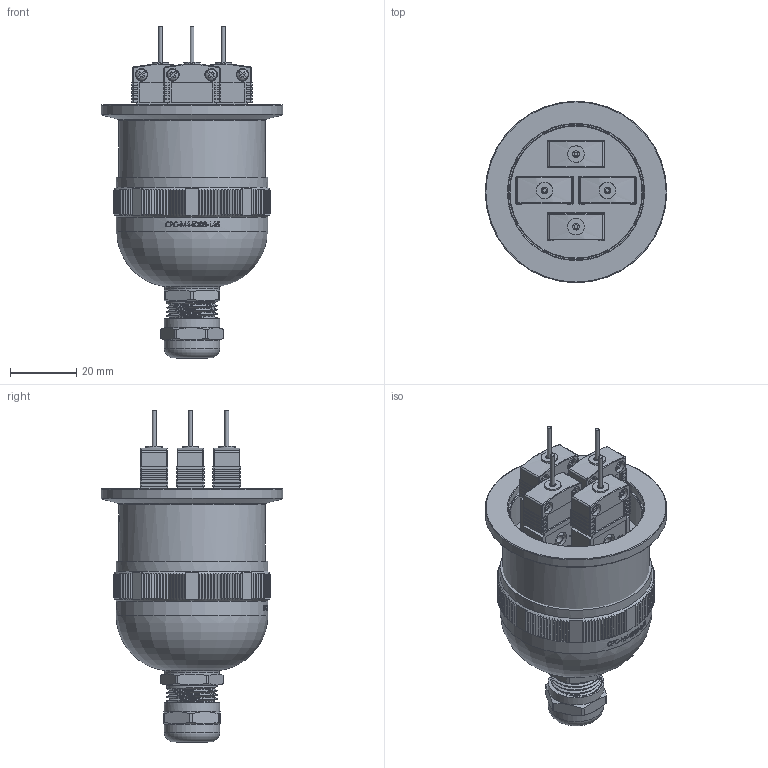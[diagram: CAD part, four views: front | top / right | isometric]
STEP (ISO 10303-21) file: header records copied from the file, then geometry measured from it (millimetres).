
FILE_DESCRIPTION (( 'STEP AP214' ), '1' );
FILE_NAME ('外发模型(带插头+插头)-T-KF40-0808K.STEP', '2024-08-19T02:22:10', ( '' ), ( '' ), 'SwSTEP 2.0', 'SolidWorks 2020', '' );
FILE_SCHEMA (( 'AUTOMOTIVE_DESIGN' ));
Length unit declared in the file: millimetre
Products named in the file (13): SRG-T-KF40-0808K; 俋楷耀倰-T-KF40-0808K-D30L282-A1; 囀郋躇猾杶 4-8; 囀郋彶踡蛈 4-8; 俋楷耀倰-埴堵脣え-D20L282-KP+; 俋楷耀倰-FL-T-KF40-0808K-D30L282-A1; SMPW-K-F; 誘盄芠蹟簽-LT8-PG9; 誘盄芠-CPC-M44D08-L45; 俋楷耀倰-埴堵脣え-D30L282-KN-; 誘盄芠俋褲-CPC-M44D08-L45; 誘盄芠囀郋-FTL8-M12NX; 外发模型(带插头+插头)-T-KF40-0808K
Assembly tree (25 placements, depth 4):
  外发模型(带插头+插头)-T-KF40-0808K
    俋楷耀倰-T-KF40-0808K-D30L282-A1
      俋楷耀倰-FL-T-KF40-0808K-D30L282-A1
      俋楷耀倰-埴堵脣え-D20L282-KP+  x4
      俋楷耀倰-埴堵脣え-D30L282-KN-  x4
      SRG-T-KF40-0808K
    SMPW-K-F  x8
    誘盄芠-CPC-M44D08-L45
      誘盄芠俋褲-CPC-M44D08-L45
      誘盄芠囀郋-FTL8-M12NX
        誘盄芠蹟簽-LT8-PG9
        囀郋躇猾杶 4-8
        囀郋彶踡蛈 4-8
Bounding box: 55 x 55 x 100.6 mm (x, y, z)
Volume: 55507.8 mm3; surface area: 51956.8 mm2
Topology: 70 solids, 70 shells, 3324 faces, 9250 edges, 6323 vertices
Faces by surface type: plane 2305, cylinder 736, bspline 141, torus 131, cone 11
Full cylindrical faces by diameter (mm): 1.2 x8, 2 x8, 2.6 x8, 3.533 x16, 3.8 x16, 5 x24, 8.2 x2, 8.5 x1, 10 x1, 10.5 x1, 11.6 x1, 12 x1, 12.4 x1, 13.3 x1, 16.6 x1, 16.8 x2, 39.8 x1, 40 x2, 41.2 x1, 42 x1, 44.5 x5, 46 x2, 55 x1
Entity records: 43579 total; most frequent: CARTESIAN_POINT 17116, ORIENTED_EDGE 6048, DIRECTION 4310, EDGE_CURVE 3024, VERTEX_POINT 2246, LINE 1480, VECTOR 1480, AXIS2_PLACEMENT_3D 1415
